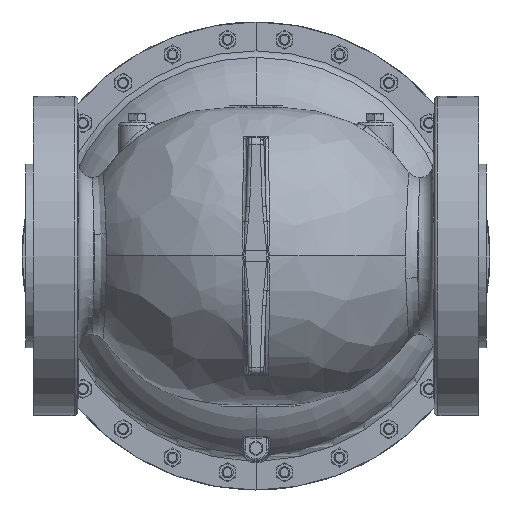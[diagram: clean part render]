
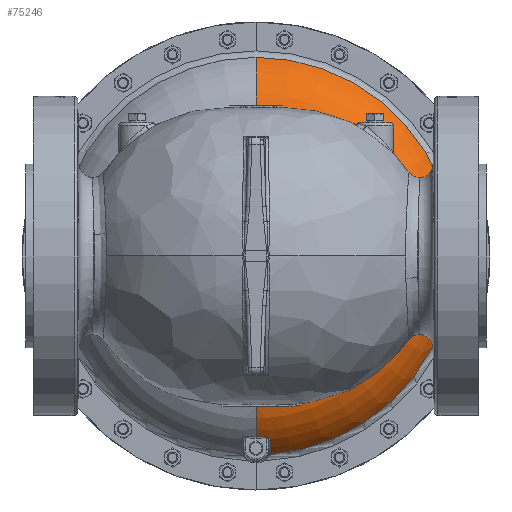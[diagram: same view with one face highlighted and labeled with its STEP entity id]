
A CAD part, front view. The second image highlights one B-rep face of the part: STEP entity #75246.
In plain terms, the highlighted toroidal (fillet/blend) face has major radius 106.491 mm and minor radius 71.438 mm.
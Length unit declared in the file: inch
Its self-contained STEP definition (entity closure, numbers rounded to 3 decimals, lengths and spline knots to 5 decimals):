
#371 = CARTESIAN_POINT ( 'NONE',  ( 0.49556, 10.12071, -6.4908 ) ) ;
#3411 = CARTESIAN_POINT ( 'NONE',  ( 0., 10.41399, 0. ) ) ;
#5373 = EDGE_LOOP ( 'NONE', ( #70923, #42294, #12206, #190774, #66137, #142178, #23940, #125201, #278710 ) ) ;
#11267 = CARTESIAN_POINT ( 'NONE',  ( 0.42081, 9.6534, -6.08973 ) ) ;
#12206 = ORIENTED_EDGE ( 'NONE', *, *, #45301, .F. ) ;
#22013 = AXIS2_PLACEMENT_3D ( 'NONE', #246763, #115312, #268897 ) ;
#23940 = ORIENTED_EDGE ( 'NONE', *, *, #28935, .T. ) ;
#25246 = B_SPLINE_CURVE_WITH_KNOTS ( 'NONE', 3,
 ( #126890, #258311, #171010, #39462, #193074, #61550 ),
 .UNSPECIFIED., .F., .F.,
 ( 4, 2, 4 ),
 ( 0., 0.00513, 0.01025 ),
 .UNSPECIFIED. ) ;
#25526 = DIRECTION ( 'NONE',  ( 0., 0., 1. ) ) ;
#28935 = EDGE_CURVE ( 'NONE', #83773, #119927, #121085, .T. ) ;
#33372 = CARTESIAN_POINT ( 'NONE',  ( 0.44104, 9.66769, -6.10364 ) ) ;
#37267 = CARTESIAN_POINT ( 'NONE',  ( 0., 10.41399, 6.68537 ) ) ;
#39462 = CARTESIAN_POINT ( 'NONE',  ( 0.48988, 9.95651, -6.36868 ) ) ;
#42294 = ORIENTED_EDGE ( 'NONE', *, *, #82945, .T. ) ;
#45301 = EDGE_CURVE ( 'NONE', #171530, #90263, #216881, .T. ) ;
#49644 = DIRECTION ( 'NONE',  ( 0., -1., 0. ) ) ;
#49862 = VERTEX_POINT ( 'NONE', #37267 ) ;
#55473 = CARTESIAN_POINT ( 'NONE',  ( 0.46216, 9.69016, -6.12582 ) ) ;
#55650 = CARTESIAN_POINT ( 'NONE',  ( 0., 8.9572, -4.73785 ) ) ;
#56449 = DIRECTION ( 'NONE',  ( 1., 0., 0. ) ) ;
#61550 = CARTESIAN_POINT ( 'NONE',  ( 0.49359, 10.06388, -6.44957 ) ) ;
#62772 = CARTESIAN_POINT ( 'NONE',  ( 0.44754, 10.41399, -6.67037 ) ) ;
#66137 = ORIENTED_EDGE ( 'NONE', *, *, #93732, .F. ) ;
#66677 = CARTESIAN_POINT ( 'NONE',  ( 0.47579, 10.29488, -6.60328 ) ) ;
#70923 = ORIENTED_EDGE ( 'NONE', *, *, #162518, .T. ) ;
#72302 = EDGE_CURVE ( 'NONE', #222708, #83773, #99297, .T. ) ;
#74769 = CARTESIAN_POINT ( 'NONE',  ( 0.48296, 9.75555, -6.19006 ) ) ;
#75246 = ADVANCED_FACE ( 'NONE', ( #222418 ), #273911, .T. ) ;
#76616 = CARTESIAN_POINT ( 'NONE',  ( 0.37797, 9.63861, -6.07641 ) ) ;
#76971 = B_SPLINE_CURVE_WITH_KNOTS ( 'NONE', 3,
 ( #154094, #371, #198201, #66677, #220242, #88760 ),
 .UNSPECIFIED., .F., .F.,
 ( 4, 2, 4 ),
 ( 0., 0.00529, 0.01058 ),
 .UNSPECIFIED. ) ;
#77555 = CARTESIAN_POINT ( 'NONE',  ( 0.47978, 9.72858, -6.16374 ) ) ;
#82945 = EDGE_CURVE ( 'NONE', #49862, #90263, #97092, .T. ) ;
#83773 = VERTEX_POINT ( 'NONE', #121566 ) ;
#87278 = AXIS2_PLACEMENT_3D ( 'NONE', #181187, #49644, #203234 ) ;
#88760 = CARTESIAN_POINT ( 'NONE',  ( 0.44754, 10.41399, -6.67037 ) ) ;
#90263 = VERTEX_POINT ( 'NONE', #115538 ) ;
#92539 = DIRECTION ( 'NONE',  ( 0., -1., 0. ) ) ;
#93732 = EDGE_CURVE ( 'NONE', #222708, #176148, #246698, .T. ) ;
#97092 = CIRCLE ( 'NONE', #228855, 2.8125 ) ;
#99297 = CIRCLE ( 'NONE', #22013, 6.08697 ) ;
#99670 = CARTESIAN_POINT ( 'NONE',  ( 0.48296, 9.75555, -6.19006 ) ) ;
#103468 = EDGE_CURVE ( 'NONE', #176148, #171530, #244993, .T. ) ;
#104087 = DIRECTION ( 'NONE',  ( -1., 0., 0. ) ) ;
#114866 = DIRECTION ( 'NONE',  ( 0., -1., 0. ) ) ;
#115312 = DIRECTION ( 'NONE',  ( 0., -1., 0. ) ) ;
#115538 = CARTESIAN_POINT ( 'NONE',  ( 0., 8.9572, 4.73785 ) ) ;
#116743 = CARTESIAN_POINT ( 'NONE',  ( 0., 11.71634, 0. ) ) ;
#119927 = VERTEX_POINT ( 'NONE', #74769 ) ;
#120786 = AXIS2_PLACEMENT_3D ( 'NONE', #3411, #157159, #25526 ) ;
#120813 = CARTESIAN_POINT ( 'NONE',  ( 0.35904, 9.63753, -6.07637 ) ) ;
#121085 = B_SPLINE_CURVE_WITH_KNOTS ( 'NONE', 3,
 ( #120813, #208140, #76616, #274351, #142878, #11267, #164956, #33372, #187034, #55473, #209068, #77555, #231137, #99670 ),
 .UNSPECIFIED., .F., .F.,
 ( 4, 2, 2, 2, 2, 2, 4 ),
 ( 0., 0.00072, 0.00144, 0.00216, 0.00288, 0.00431, 0.00575 ),
 .UNSPECIFIED. ) ;
#121232 = AXIS2_PLACEMENT_3D ( 'NONE', #235515, #104087, #257582 ) ;
#121566 = CARTESIAN_POINT ( 'NONE',  ( 0.35904, 9.63753, -6.07637 ) ) ;
#125201 = ORIENTED_EDGE ( 'NONE', *, *, #273898, .T. ) ;
#126258 = CARTESIAN_POINT ( 'NONE',  ( 0., 9.63753, -6.08697 ) ) ;
#126890 = CARTESIAN_POINT ( 'NONE',  ( 0.48296, 9.75555, -6.19006 ) ) ;
#142178 = ORIENTED_EDGE ( 'NONE', *, *, #72302, .T. ) ;
#142878 = CARTESIAN_POINT ( 'NONE',  ( 0.40488, 9.64585, -6.0826 ) ) ;
#147895 = CARTESIAN_POINT ( 'NONE',  ( 4.73785, 8.9572, 0. ) ) ;
#154094 = CARTESIAN_POINT ( 'NONE',  ( 0.49359, 10.06388, -6.44957 ) ) ;
#157159 = DIRECTION ( 'NONE',  ( 0., -1., 0. ) ) ;
#159575 = CIRCLE ( 'NONE', #120786, 6.68537 ) ;
#160908 = DIRECTION ( 'NONE',  ( 0., 0., -1. ) ) ;
#162518 = EDGE_CURVE ( 'NONE', #241082, #49862, #159575, .T. ) ;
#164956 = CARTESIAN_POINT ( 'NONE',  ( 0.42808, 9.65789, -6.09407 ) ) ;
#171010 = CARTESIAN_POINT ( 'NONE',  ( 0.48633, 9.85368, -6.28214 ) ) ;
#171530 = VERTEX_POINT ( 'NONE', #147895 ) ;
#176148 = VERTEX_POINT ( 'NONE', #55650 ) ;
#181187 = CARTESIAN_POINT ( 'NONE',  ( 0., 8.9572, 0. ) ) ;
#187034 = CARTESIAN_POINT ( 'NONE',  ( 0.44687, 9.67311, -6.10898 ) ) ;
#187992 = CARTESIAN_POINT ( 'NONE',  ( 0., 11.71634, 4.19257 ) ) ;
#190774 = ORIENTED_EDGE ( 'NONE', *, *, #103468, .F. ) ;
#193074 = CARTESIAN_POINT ( 'NONE',  ( 0.49171, 10.00944, -6.41007 ) ) ;
#198201 = CARTESIAN_POINT ( 'NONE',  ( 0.4918, 10.17823, -6.52973 ) ) ;
#200859 = VERTEX_POINT ( 'NONE', #269535 ) ;
#203234 = DIRECTION ( 'NONE',  ( 0., 0., -1. ) ) ;
#208140 = CARTESIAN_POINT ( 'NONE',  ( 0.36861, 9.63753, -6.0758 ) ) ;
#209068 = CARTESIAN_POINT ( 'NONE',  ( 0.46954, 9.70251, -6.13806 ) ) ;
#210041 = DIRECTION ( 'NONE',  ( 0., 0., -1. ) ) ;
#216881 = CIRCLE ( 'NONE', #228219, 4.73785 ) ;
#220242 = CARTESIAN_POINT ( 'NONE',  ( 0.46351, 10.354, -6.63789 ) ) ;
#222418 = FACE_OUTER_BOUND ( 'NONE', #5373, .T. ) ;
#222708 = VERTEX_POINT ( 'NONE', #126258 ) ;
#224001 = CARTESIAN_POINT ( 'NONE',  ( 0., 8.9572, 0. ) ) ;
#228219 = AXIS2_PLACEMENT_3D ( 'NONE', #224001, #92539, #246060 ) ;
#228855 = AXIS2_PLACEMENT_3D ( 'NONE', #187992, #56449, #210041 ) ;
#231137 = CARTESIAN_POINT ( 'NONE',  ( 0.48249, 9.74192, -6.1768 ) ) ;
#235515 = CARTESIAN_POINT ( 'NONE',  ( 0., 11.71634, -4.19257 ) ) ;
#241082 = VERTEX_POINT ( 'NONE', #62772 ) ;
#244993 = CIRCLE ( 'NONE', #87278, 4.73785 ) ;
#246060 = DIRECTION ( 'NONE',  ( 0., 0., -1. ) ) ;
#246698 = CIRCLE ( 'NONE', #121232, 2.8125 ) ;
#246763 = CARTESIAN_POINT ( 'NONE',  ( 0., 9.63753, 0. ) ) ;
#253334 = EDGE_CURVE ( 'NONE', #200859, #241082, #76971, .T. ) ;
#257582 = DIRECTION ( 'NONE',  ( 0., 0., 1. ) ) ;
#258311 = CARTESIAN_POINT ( 'NONE',  ( 0.48461, 9.80377, -6.23697 ) ) ;
#265103 = AXIS2_PLACEMENT_3D ( 'NONE', #116743, #114866, #160908 ) ;
#268897 = DIRECTION ( 'NONE',  ( 0., 0., 1. ) ) ;
#269535 = CARTESIAN_POINT ( 'NONE',  ( 0.49359, 10.06388, -6.44957 ) ) ;
#273898 = EDGE_CURVE ( 'NONE', #119927, #200859, #25246, .T. ) ;
#273911 = TOROIDAL_SURFACE ( 'NONE', #265103, 4.19257, 2.8125 ) ;
#274351 = CARTESIAN_POINT ( 'NONE',  ( 0.39625, 9.64279, -6.07983 ) ) ;
#278710 = ORIENTED_EDGE ( 'NONE', *, *, #253334, .T. ) ;
